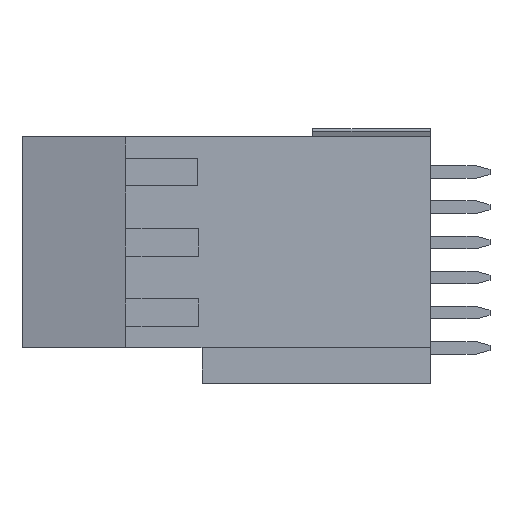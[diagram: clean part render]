
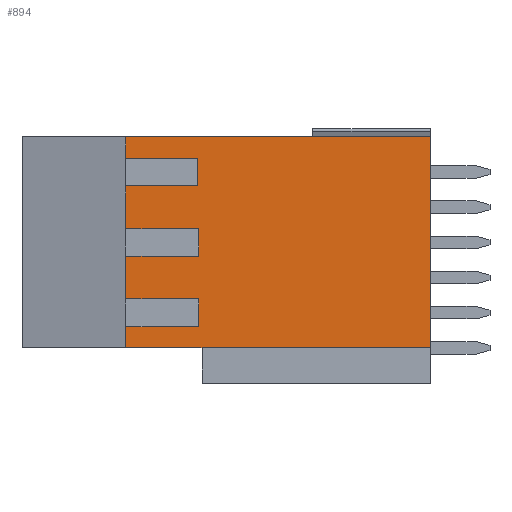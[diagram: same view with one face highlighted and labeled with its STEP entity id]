
A CAD part, left-side view. The second image highlights one B-rep face of the part: STEP entity #894.
In plain terms, the highlighted planar face has unit normal (-1, 0, 0).
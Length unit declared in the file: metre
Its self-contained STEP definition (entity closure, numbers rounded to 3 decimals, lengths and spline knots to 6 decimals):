
#894=ADVANCED_FACE('',(#1971),#1972,.F.);
#1971=FACE_OUTER_BOUND('',#3235,.T.);
#1972=PLANE('',#3236);
#3235=EDGE_LOOP('',(#5939,#5940,#5941,#5942,#5943,#5944,#5945,#5946,#5947,#5948,#5949,#5950,#5951,#5952,#5953,#5954));
#3236=AXIS2_PLACEMENT_3D('',#5955,#5956,#5957);
#5939=ORIENTED_EDGE('',*,*,#7962,.F.);
#5940=ORIENTED_EDGE('',*,*,#8436,.T.);
#5941=ORIENTED_EDGE('',*,*,#7607,.T.);
#5942=ORIENTED_EDGE('',*,*,#8306,.F.);
#5943=ORIENTED_EDGE('',*,*,#8437,.F.);
#5944=ORIENTED_EDGE('',*,*,#8079,.T.);
#5945=ORIENTED_EDGE('',*,*,#8438,.F.);
#5946=ORIENTED_EDGE('',*,*,#8273,.F.);
#5947=ORIENTED_EDGE('',*,*,#8439,.F.);
#5948=ORIENTED_EDGE('',*,*,#7699,.T.);
#5949=ORIENTED_EDGE('',*,*,#7653,.F.);
#5950=ORIENTED_EDGE('',*,*,#8440,.F.);
#5951=ORIENTED_EDGE('',*,*,#8441,.F.);
#5952=ORIENTED_EDGE('',*,*,#8442,.T.);
#5953=ORIENTED_EDGE('',*,*,#8367,.F.);
#5954=ORIENTED_EDGE('',*,*,#8223,.F.);
#5955=CARTESIAN_POINT('',(0.012866,-0.024029,-0.012921));
#5956=DIRECTION('',(1.0,0.0,0.0));
#5957=DIRECTION('',(0.0,1.0,0.0));
#7607=EDGE_CURVE('',#9214,#9212,#9215,.T.);
#7653=EDGE_CURVE('',#9292,#9294,#9295,.T.);
#7699=EDGE_CURVE('',#9368,#9294,#9370,.T.);
#7962=EDGE_CURVE('',#9800,#9802,#9803,.T.);
#8079=EDGE_CURVE('',#9975,#9977,#9979,.T.);
#8223=EDGE_CURVE('',#9802,#10176,#10177,.T.);
#8273=EDGE_CURVE('',#10249,#10250,#10251,.T.);
#8306=EDGE_CURVE('',#10295,#9212,#10296,.T.);
#8367=EDGE_CURVE('',#10176,#10375,#10376,.T.);
#8436=EDGE_CURVE('',#9800,#9214,#10466,.T.);
#8437=EDGE_CURVE('',#9975,#10295,#10467,.T.);
#8438=EDGE_CURVE('',#10250,#9977,#10468,.T.);
#8439=EDGE_CURVE('',#9368,#10249,#10469,.T.);
#8440=EDGE_CURVE('',#10470,#9292,#10471,.T.);
#8441=EDGE_CURVE('',#10472,#10470,#10473,.T.);
#8442=EDGE_CURVE('',#10472,#10375,#10474,.T.);
#9212=VERTEX_POINT('',#11476);
#9214=VERTEX_POINT('',#11479);
#9215=LINE('',#11480,#11481);
#9292=VERTEX_POINT('',#11590);
#9294=VERTEX_POINT('',#11593);
#9295=LINE('',#11594,#11595);
#9368=VERTEX_POINT('',#11697);
#9370=LINE('',#11700,#11701);
#9800=VERTEX_POINT('',#12319);
#9802=VERTEX_POINT('',#12322);
#9803=LINE('',#12323,#12324);
#9975=VERTEX_POINT('',#12570);
#9977=VERTEX_POINT('',#12573);
#9979=LINE('',#12576,#12577);
#10176=VERTEX_POINT('',#12864);
#10177=LINE('',#12865,#12866);
#10249=VERTEX_POINT('',#12971);
#10250=VERTEX_POINT('',#12972);
#10251=LINE('',#12973,#12974);
#10295=VERTEX_POINT('',#13041);
#10296=LINE('',#13042,#13043);
#10375=VERTEX_POINT('',#13165);
#10376=LINE('',#13166,#13167);
#10466=LINE('',#13296,#13297);
#10467=LINE('',#13298,#13299);
#10468=LINE('',#13300,#13301);
#10469=LINE('',#13302,#13303);
#10470=VERTEX_POINT('',#13304);
#10471=LINE('',#13305,#13306);
#10472=VERTEX_POINT('',#13307);
#10473=LINE('',#13308,#13309);
#10474=LINE('',#13310,#13311);
#11476=CARTESIAN_POINT('',(0.012866,-0.024029,0.002319));
#11479=CARTESIAN_POINT('',(0.012866,-0.046029,0.002319));
#11480=CARTESIAN_POINT('',(0.012866,-0.024029,0.002319));
#11481=VECTOR('',#14024,1.0);
#11590=CARTESIAN_POINT('',(0.012866,-0.024029,-0.006301));
#11593=CARTESIAN_POINT('',(0.012866,-0.029279,-0.006301));
#11594=CARTESIAN_POINT('',(0.012866,-0.024029,-0.006301));
#11595=VECTOR('',#14070,1.0);
#11697=CARTESIAN_POINT('',(0.012866,-0.029279,-0.004301));
#11700=CARTESIAN_POINT('',(0.012866,-0.029279,-0.012921));
#11701=VECTOR('',#14122,1.0);
#12319=CARTESIAN_POINT('',(0.012866,-0.046029,-0.012921));
#12322=CARTESIAN_POINT('',(0.012866,-0.024029,-0.012921));
#12323=CARTESIAN_POINT('',(0.012866,-0.024029,-0.012921));
#12324=VECTOR('',#14372,1.0);
#12570=CARTESIAN_POINT('',(0.012866,-0.029229,0.000779));
#12573=CARTESIAN_POINT('',(0.012866,-0.029229,-0.001221));
#12576=CARTESIAN_POINT('',(0.012866,-0.029229,-0.012921));
#12577=VECTOR('',#14497,1.0);
#12864=CARTESIAN_POINT('',(0.012866,-0.024029,-0.011381));
#12865=CARTESIAN_POINT('',(0.012866,-0.024029,-0.012921));
#12866=VECTOR('',#14633,1.0);
#12971=CARTESIAN_POINT('',(0.012866,-0.024029,-0.004301));
#12972=CARTESIAN_POINT('',(0.012866,-0.024029,-0.001221));
#12973=CARTESIAN_POINT('',(0.012866,-0.024029,-0.012921));
#12974=VECTOR('',#14673,1.0);
#13041=CARTESIAN_POINT('',(0.012866,-0.024029,0.000779));
#13042=CARTESIAN_POINT('',(0.012866,-0.024029,-0.012921));
#13043=VECTOR('',#14697,1.0);
#13165=CARTESIAN_POINT('',(0.012866,-0.029279,-0.011381));
#13166=CARTESIAN_POINT('',(0.012866,-0.024029,-0.011381));
#13167=VECTOR('',#14744,1.0);
#13296=CARTESIAN_POINT('',(0.012866,-0.046029,-0.012921));
#13297=VECTOR('',#14817,1.0);
#13298=CARTESIAN_POINT('',(0.012866,-0.024029,0.000779));
#13299=VECTOR('',#14818,1.0);
#13300=CARTESIAN_POINT('',(0.012866,-0.024029,-0.001221));
#13301=VECTOR('',#14819,1.0);
#13302=CARTESIAN_POINT('',(0.012866,-0.024029,-0.004301));
#13303=VECTOR('',#14820,1.0);
#13304=CARTESIAN_POINT('',(0.012866,-0.024029,-0.009381));
#13305=CARTESIAN_POINT('',(0.012866,-0.024029,-0.012921));
#13306=VECTOR('',#14821,1.0);
#13307=CARTESIAN_POINT('',(0.012866,-0.029279,-0.009381));
#13308=CARTESIAN_POINT('',(0.012866,-0.024029,-0.009381));
#13309=VECTOR('',#14822,1.0);
#13310=CARTESIAN_POINT('',(0.012866,-0.029279,-0.012921));
#13311=VECTOR('',#14823,1.0);
#14024=DIRECTION('',(0.0,1.0,0.0));
#14070=DIRECTION('',(0.0,-1.0,0.));
#14122=DIRECTION('',(0.0,0.0,-1.0));
#14372=DIRECTION('',(0.0,1.0,0.0));
#14497=DIRECTION('',(0.0,0.0,-1.0));
#14633=DIRECTION('',(0.0,0.0,1.0));
#14673=DIRECTION('',(0.0,0.0,1.0));
#14697=DIRECTION('',(0.0,0.0,1.0));
#14744=DIRECTION('',(0.0,-1.0,0.));
#14817=DIRECTION('',(0.0,0.0,1.0));
#14818=DIRECTION('',(0.0,1.0,0.));
#14819=DIRECTION('',(0.0,-1.0,0.));
#14820=DIRECTION('',(0.0,1.0,0.));
#14821=DIRECTION('',(0.0,0.0,1.0));
#14822=DIRECTION('',(0.0,1.0,0.));
#14823=DIRECTION('',(0.0,0.0,-1.0));
